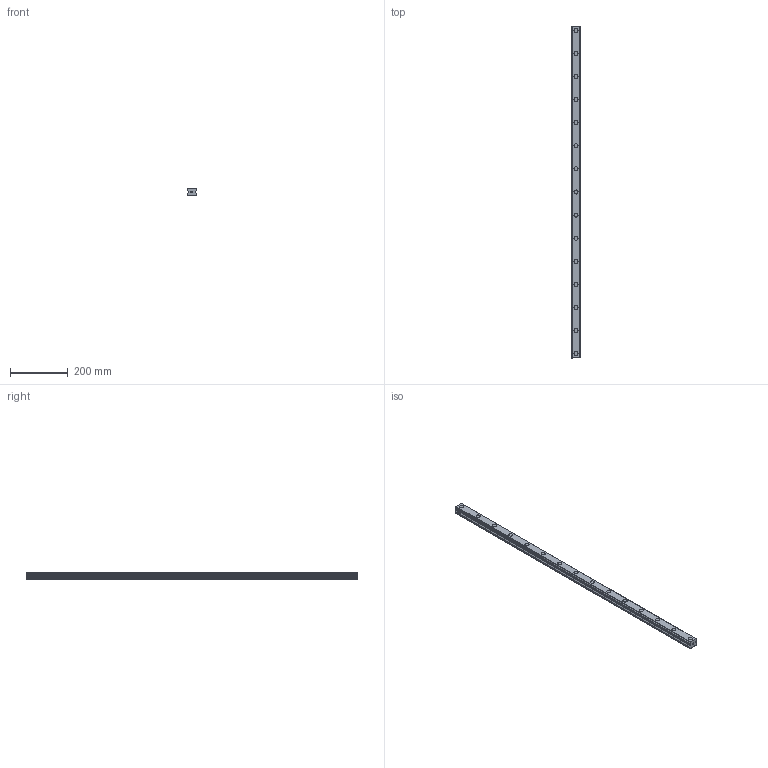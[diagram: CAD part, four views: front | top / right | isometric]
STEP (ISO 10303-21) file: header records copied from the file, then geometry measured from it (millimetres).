
FILE_DESCRIPTION(('STEP AP214'),'1');
FILE_NAME('cctmp_A0AC026A-4E95-4D5C-993B-04159AB2275D_2021_02_12_14_02_51_0416..stp','2021-02-12T13:02:51',('HIWIN GmbH'),('CADClick - www.CADClick.com'),'Spatial InterOp 3D',' ','unknown authorization');
FILE_SCHEMA(('AUTOMOTIVE_DESIGN'));
Length unit declared in the file: millimetre
Products named in the file (1): EGR35R1150C_FILE
Bounding box: 34 x 1150 x 27.5 mm (x, y, z)
Volume: 903876.2 mm3; surface area: 162853.9 mm2
Topology: 1 solids, 1 shells, 242 faces, 573 edges, 382 vertices
Faces by surface type: plane 134, cylinder 108
Entity records: 8993 total; most frequent: DIRECTION 1275, CARTESIAN_POINT 1198, ORIENTED_EDGE 1146, EDGE_CURVE 573, AXIS2_PLACEMENT_3D 459, VERTEX_POINT 382, LINE 357, VECTOR 357
